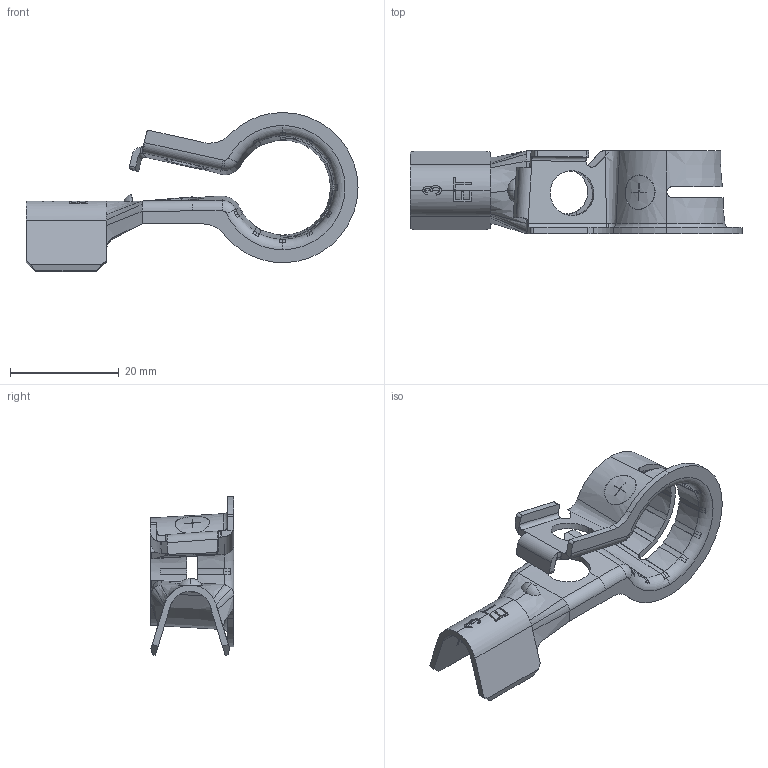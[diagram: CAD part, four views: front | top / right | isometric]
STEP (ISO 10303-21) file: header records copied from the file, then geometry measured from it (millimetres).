
FILE_DESCRIPTION (( 'STEP AP203' ), '1' );
FILE_NAME ('82409.STEP', '2015-01-20T14:06:43', ( '' ), ( '' ), 'SwSTEP 2.0', 'SolidWorks 2014', '' );
FILE_SCHEMA (( 'CONFIG_CONTROL_DESIGN' ));
Length unit declared in the file: inch
Products named in the file (1): 82409
Bounding box: 61.06 x 15.37 x 29.25 mm (x, y, z)
Volume: 2298.7 mm3; surface area: 4645.2 mm2
Topology: 1 solids, 1 shells, 395 faces, 1076 edges, 681 vertices
Faces by surface type: plane 179, cone 68, cylinder 66, bspline 45, torus 37
Entity records: 14592 total; most frequent: CARTESIAN_POINT 4775, ORIENTED_EDGE 2150, DIRECTION 1951, EDGE_CURVE 1075, AXIS2_PLACEMENT_3D 688, VERTEX_POINT 681, LINE 575, VECTOR 575
